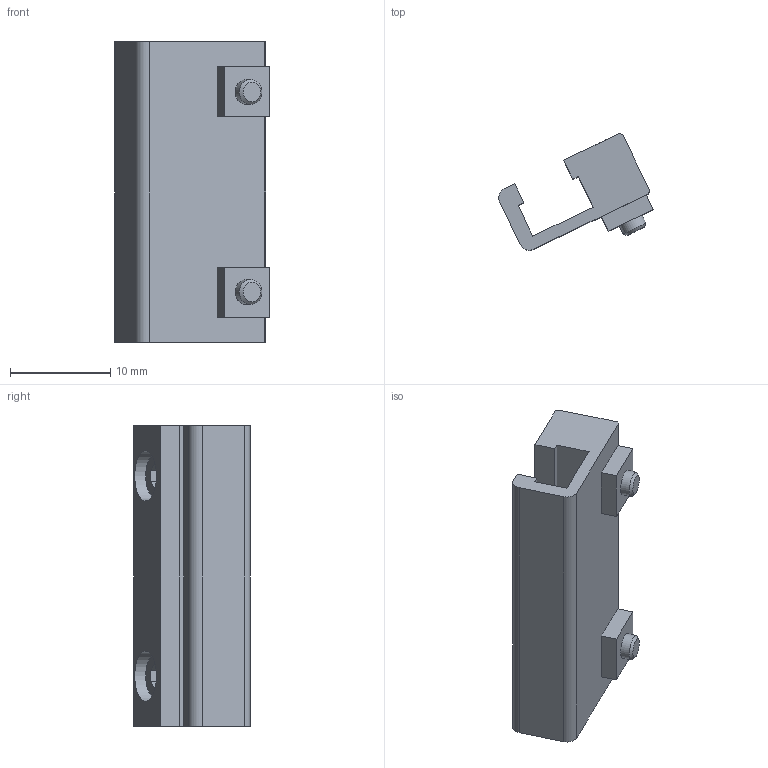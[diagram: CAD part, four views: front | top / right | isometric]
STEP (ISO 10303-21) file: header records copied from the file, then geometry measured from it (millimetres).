
FILE_DESCRIPTION(/* description */ (''),/* implementation_level */ '2;1');
FILE_NAME(/* name */ 'CAD_43851.stp',/* time_stamp */ '2016-04-16T09:14:49+02:00',/* author */ ('Hypex'),/* organization */ ('Hypex'),/* preprocessor_version */ 'ST-DEVELOPER v16.1',/* originating_system */ 'Autodesk Inventor 2016',/* authorisation */ '');
FILE_SCHEMA (('AUTOMOTIVE_DESIGN { 1 0 10303 214 3 1 1 }'));
Length unit declared in the file: millimetre
Products named in the file (1): CAD_43851
Bounding box: 15.43 x 11.66 x 30 mm (x, y, z)
Volume: 1791.2 mm3; surface area: 2119.5 mm2
Topology: 1 solids, 3 shells, 72 faces, 170 edges, 112 vertices
Faces by surface type: plane 48, cylinder 12, cone 8, torus 4
Full cylindrical faces by diameter (mm): 2.5 x4, 2.8 x2, 4.5 x2, 5 x2
Entity records: 1948 total; most frequent: CARTESIAN_POINT 337, DIRECTION 306, ORIENTED_EDGE 276, EDGE_CURVE 138, AXIS2_PLACEMENT_3D 107, EDGE_LOOP 106, VERTEX_POINT 102, LINE 92
